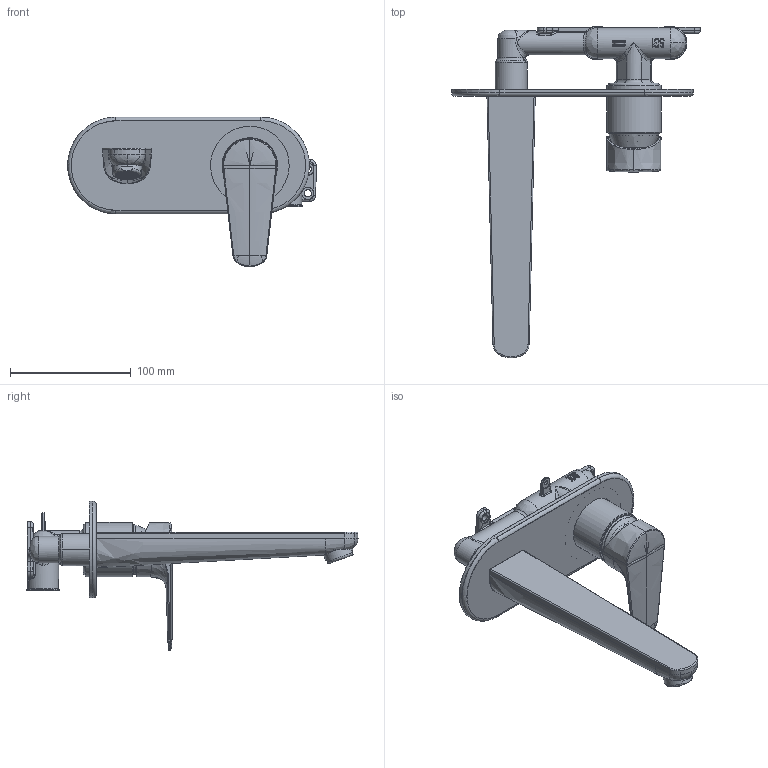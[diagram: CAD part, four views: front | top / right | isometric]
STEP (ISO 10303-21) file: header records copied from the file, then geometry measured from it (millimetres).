
FILE_DESCRIPTION(/* description */ (''),/* implementation_level */ '2;1');
FILE_NAME(/* name */ 'STEP - 9L1011800CP_2267340',/* time_stamp */ '2024-11-21T15:02:41+11:00',/* author */ (''),/* organization */ (''),/* preprocessor_version */ 'ST-DEVELOPER v16.5',/* originating_system */ 'Rhino 7.37',/* authorisation */ '');
FILE_SCHEMA (('AUTOMOTIVE_DESIGN'));
Products named in the file (25): Document; 9L1011800CP_ASM; 53003808CP21; 5L0P0036CP20; 5T0F0149NT1819; 5T0F0114NT15; 5R9017200PL014; 5E0M0049PL13; 53003811PL12; 5B0099001CP1_ASM; 5B0099002NT1; 5J0502001NT1; 5C0131000CP0A3_ASM; 5C0131000CP089; 5L0238800CP0; 53003431PL; 5R0R0015PL; 5J0500400NT6; 6221201216; 5Y0P0013PL5; 5L0P0120CP4; 5X0C0001NT7; 5L0C0412CP10; 5D0M016101PL03; 5A0080801NT1
Assembly tree (28 placements, depth 4):
  Document
    9L1011800CP_ASM
      53003808CP21
      5L0P0036CP20
      5T0F0149NT1819
      5T0F0114NT15  x2
      5R9017200PL014
      5E0M0049PL13
      53003811PL12
      5B0099001CP1_ASM
        5B0099002NT1
        5J0502001NT1
      5C0131000CP0A3_ASM
        5C0131000CP089
      5L0238800CP0
      53003431PL  x3
      5R0R0015PL
      5J0500400NT6
      6221201216
      5Y0P0013PL5  x2
      5L0P0120CP4
      5X0C0001NT7
      5L0C0412CP10
      5D0M016101PL03
      5A0080801NT1
Bounding box: 205.74 x 274.8 x 123.81 mm (x, y, z)
Volume: 237302.6 mm3; surface area: 186524.6 mm2
Topology: 25 solids, 25 shells, 6488 faces, 17373 edges, 11002 vertices
Faces by surface type: plane 4103, bspline 1349, cylinder 1036
Entity records: 264991 total; most frequent: CARTESIAN_POINT 151269, ORIENTED_EDGE 34234, EDGE_CURVE 17117, B_SPLINE_CURVE_WITH_KNOTS 14157, VERTEX_POINT 10877, EDGE_LOOP 7348, ADVANCED_FACE 6377, FACE_OUTER_BOUND 6377
